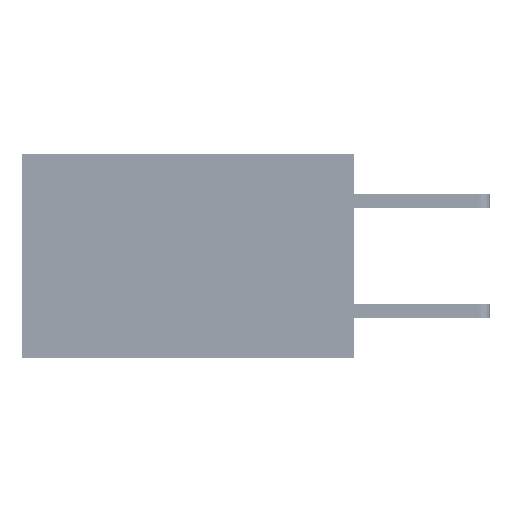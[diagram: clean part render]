
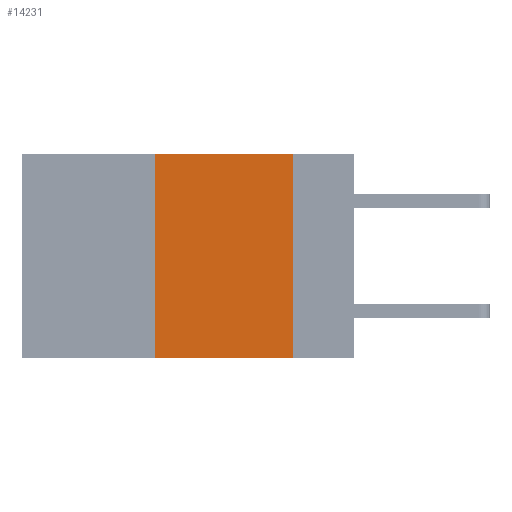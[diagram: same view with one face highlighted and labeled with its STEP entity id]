
A CAD part, left-side view. The second image highlights one B-rep face of the part: STEP entity #14231.
In plain terms, the highlighted planar face has unit normal (-1, 0, 0).
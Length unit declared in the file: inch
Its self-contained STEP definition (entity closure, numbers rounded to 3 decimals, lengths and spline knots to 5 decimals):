
#861 = CARTESIAN_POINT ( 'NONE',  ( 0., 0.36, 0. ) ) ;
#1111 = CARTESIAN_POINT ( 'NONE',  ( 0., 0.11, -0.37 ) ) ;
#2241 = CARTESIAN_POINT ( 'NONE',  ( 0., 0.36, 0. ) ) ;
#3181 = EDGE_CURVE ( 'NONE', #38037, #12679, #15506, .T. ) ;
#3356 = CARTESIAN_POINT ( 'NONE',  ( 0., 0.6, 0. ) ) ;
#4555 = EDGE_CURVE ( 'NONE', #21342, #38037, #35207, .T. ) ;
#5713 = ORIENTED_EDGE ( 'NONE', *, *, #3181, .F. ) ;
#6480 = DIRECTION ( 'NONE',  ( 1., 0., 0. ) ) ;
#8257 = DIRECTION ( 'NONE',  ( 0., -1., 0. ) ) ;
#9599 = DIRECTION ( 'NONE',  ( 0., 0., -1. ) ) ;
#10029 = LINE ( 'NONE', #26957, #28436 ) ;
#11914 = VERTEX_POINT ( 'NONE', #1111 ) ;
#12430 = PLANE ( 'NONE',  #22439 ) ;
#12679 = VERTEX_POINT ( 'NONE', #37145 ) ;
#13630 = EDGE_CURVE ( 'NONE', #12679, #11914, #19678, .T. ) ;
#14231 = ADVANCED_FACE ( 'NONE', ( #23531 ), #12430, .F. ) ;
#14557 = CARTESIAN_POINT ( 'NONE',  ( 0., 0.36, -0.37 ) ) ;
#15313 = ORIENTED_EDGE ( 'NONE', *, *, #4555, .F. ) ;
#15506 = LINE ( 'NONE', #21794, #27651 ) ;
#15818 = DIRECTION ( 'NONE',  ( 0., -1., 0. ) ) ;
#16166 = CARTESIAN_POINT ( 'NONE',  ( 0., 0.11, 0. ) ) ;
#19678 = LINE ( 'NONE', #16166, #38574 ) ;
#21342 = VERTEX_POINT ( 'NONE', #14557 ) ;
#21794 = CARTESIAN_POINT ( 'NONE',  ( 0., 0.6, 0. ) ) ;
#22439 = AXIS2_PLACEMENT_3D ( 'NONE', #3356, #6480, #9599 ) ;
#23531 = FACE_OUTER_BOUND ( 'NONE', #34583, .T. ) ;
#26198 = ORIENTED_EDGE ( 'NONE', *, *, #28513, .T. ) ;
#26957 = CARTESIAN_POINT ( 'NONE',  ( 0., 0.6, -0.37 ) ) ;
#27651 = VECTOR ( 'NONE', #15818, 39.37008 ) ;
#28436 = VECTOR ( 'NONE', #8257, 39.37008 ) ;
#28513 = EDGE_CURVE ( 'NONE', #21342, #11914, #10029, .T. ) ;
#28634 = DIRECTION ( 'NONE',  ( 0., 0., -1. ) ) ;
#30898 = VECTOR ( 'NONE', #38212, 39.37008 ) ;
#34583 = EDGE_LOOP ( 'NONE', ( #34977, #5713, #15313, #26198 ) ) ;
#34977 = ORIENTED_EDGE ( 'NONE', *, *, #13630, .F. ) ;
#35207 = LINE ( 'NONE', #861, #30898 ) ;
#37145 = CARTESIAN_POINT ( 'NONE',  ( 0., 0.11, 0. ) ) ;
#38037 = VERTEX_POINT ( 'NONE', #2241 ) ;
#38212 = DIRECTION ( 'NONE',  ( 0., 0., 1. ) ) ;
#38574 = VECTOR ( 'NONE', #28634, 39.37008 ) ;
